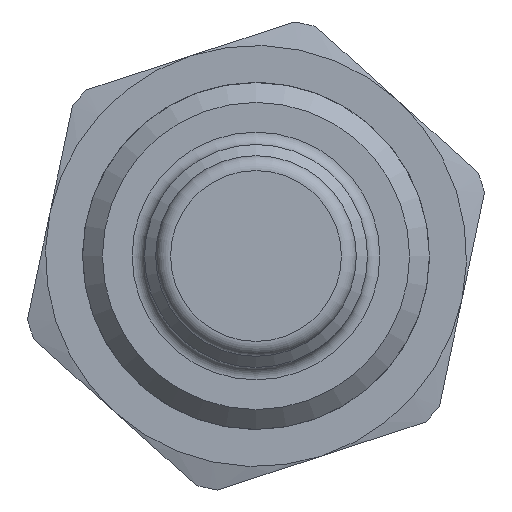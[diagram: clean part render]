
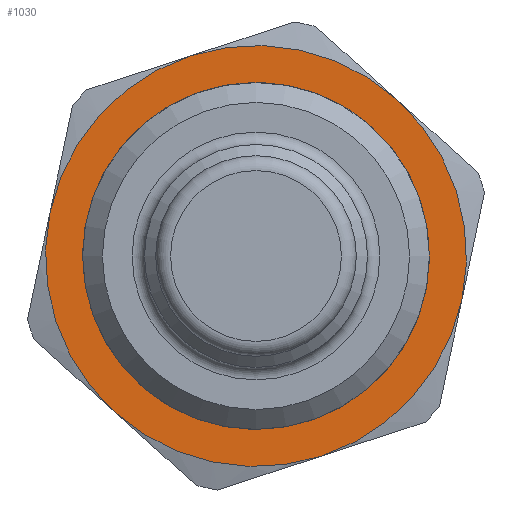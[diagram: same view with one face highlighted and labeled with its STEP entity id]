
A CAD part, left-side view. The second image highlights one B-rep face of the part: STEP entity #1030.
In plain terms, the highlighted planar face has unit normal (-1, 0, 0).
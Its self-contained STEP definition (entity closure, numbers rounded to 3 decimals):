
#209=CARTESIAN_POINT('',(24.45,-8.317,-1.755));
#210=VERTEX_POINT('',#209);
#291=CARTESIAN_POINT('',(24.45,-2.639,-8.08));
#292=VERTEX_POINT('',#291);
#373=CARTESIAN_POINT('',(24.45,5.678,-6.325));
#374=VERTEX_POINT('',#373);
#455=CARTESIAN_POINT('',(24.45,8.317,1.755));
#456=VERTEX_POINT('',#455);
#537=CARTESIAN_POINT('',(24.45,2.639,8.08));
#538=VERTEX_POINT('',#537);
#597=CARTESIAN_POINT('',(24.45,-5.678,6.325));
#598=VERTEX_POINT('',#597);
#599=CARTESIAN_POINT('',(24.45,0.,0.));
#600=DIRECTION('',(-1.0,0.,0.));
#601=DIRECTION('',(0.,-0.668,0.744));
#602=AXIS2_PLACEMENT_3D('',#599,#600,#601);
#603=CIRCLE('',#602,8.5);
#604=EDGE_CURVE('',#598,#538,#603,.T.);
#637=CARTESIAN_POINT('',(24.45,0.,0.));
#638=DIRECTION('',(-1.0,0.,0.));
#639=DIRECTION('',(0.,-0.668,0.744));
#640=AXIS2_PLACEMENT_3D('',#637,#638,#639);
#641=CIRCLE('',#640,8.5);
#642=EDGE_CURVE('',#538,#456,#641,.T.);
#661=CARTESIAN_POINT('',(24.45,0.,0.));
#662=DIRECTION('',(-1.0,0.,0.));
#663=DIRECTION('',(0.,-0.668,0.744));
#664=AXIS2_PLACEMENT_3D('',#661,#662,#663);
#665=CIRCLE('',#664,8.5);
#666=EDGE_CURVE('',#456,#374,#665,.T.);
#685=CARTESIAN_POINT('',(24.45,0.,0.));
#686=DIRECTION('',(-1.0,0.,0.));
#687=DIRECTION('',(0.,-0.668,0.744));
#688=AXIS2_PLACEMENT_3D('',#685,#686,#687);
#689=CIRCLE('',#688,8.5);
#690=EDGE_CURVE('',#374,#292,#689,.T.);
#731=CARTESIAN_POINT('',(24.45,0.,0.));
#732=DIRECTION('',(-1.0,0.,0.));
#733=DIRECTION('',(0.,-0.668,0.744));
#734=AXIS2_PLACEMENT_3D('',#731,#732,#733);
#735=CIRCLE('',#734,8.5);
#736=EDGE_CURVE('',#210,#598,#735,.T.);
#747=CARTESIAN_POINT('',(24.45,0.,0.));
#748=DIRECTION('',(-1.0,0.,0.));
#749=DIRECTION('',(0.,-0.668,0.744));
#750=AXIS2_PLACEMENT_3D('',#747,#748,#749);
#751=CIRCLE('',#750,8.5);
#752=EDGE_CURVE('',#292,#210,#751,.T.);
#1006=CARTESIAN_POINT('',(24.45,-5.177,5.767));
#1007=DIRECTION('',(-1.0,0.0,0.0));
#1008=DIRECTION('',(0.0,-0.744,-0.668));
#1009=AXIS2_PLACEMENT_3D('',#1006,#1007,#1008);
#1010=PLANE('',#1009);
#1011=ORIENTED_EDGE('',*,*,#604,.T.);
#1012=ORIENTED_EDGE('',*,*,#642,.T.);
#1013=ORIENTED_EDGE('',*,*,#666,.T.);
#1014=ORIENTED_EDGE('',*,*,#690,.T.);
#1015=ORIENTED_EDGE('',*,*,#752,.T.);
#1016=ORIENTED_EDGE('',*,*,#736,.T.);
#1017=EDGE_LOOP('',(#1011,#1012,#1013,#1014,#1015,#1016));
#1018=FACE_OUTER_BOUND('',#1017,.T.);
#1019=CARTESIAN_POINT('',(24.45,-4.676,5.209));
#1020=VERTEX_POINT('',#1019);
#1021=CARTESIAN_POINT('',(24.45,0.,0.));
#1022=DIRECTION('',(-1.0,0.,0.));
#1023=DIRECTION('',(0.,-0.668,0.744));
#1024=AXIS2_PLACEMENT_3D('',#1021,#1022,#1023);
#1025=CIRCLE('',#1024,7.);
#1026=EDGE_CURVE('',#1020,#1020,#1025,.T.);
#1027=ORIENTED_EDGE('',*,*,#1026,.F.);
#1028=EDGE_LOOP('',(#1027));
#1029=FACE_BOUND('',#1028,.T.);
#1030=ADVANCED_FACE('',(#1018,#1029),#1010,.T.);
